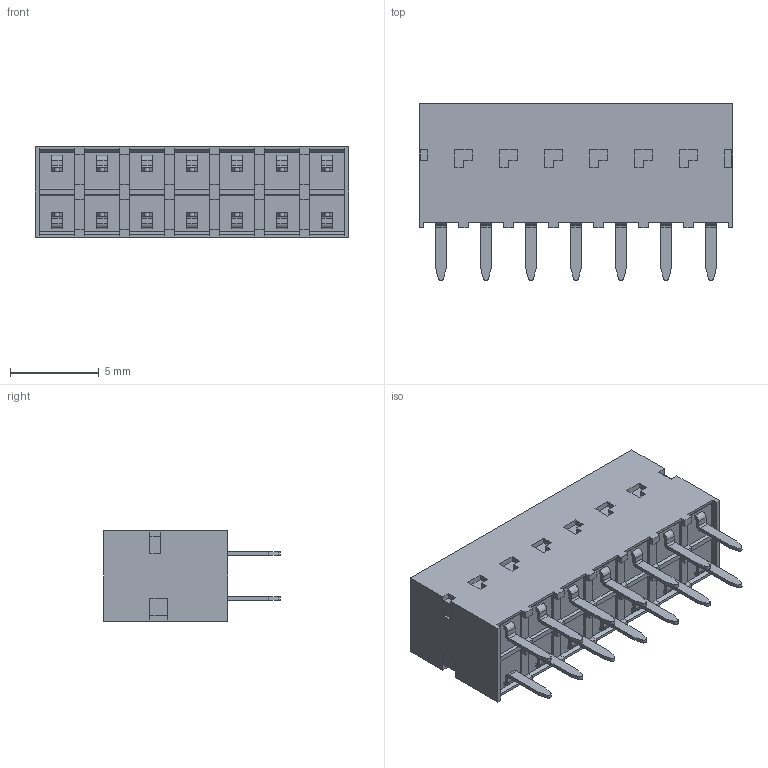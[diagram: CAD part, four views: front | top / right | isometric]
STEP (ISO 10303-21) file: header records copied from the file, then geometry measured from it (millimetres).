
FILE_DESCRIPTION(('STEP AP214'),'1');
FILE_NAME('70986.stp','2016-07-02T01:37:47',('TraceParts'),('TraceParts S.A.'),'Spatial InterOp 3D',' ',' ');
FILE_SCHEMA(('automotive_design'));
Length unit declared in the file: millimetre
Products named in the file (1): 76342-307_SW0001
Bounding box: 17.7 x 9.96 x 5.08 mm (x, y, z)
Volume: 583.7 mm3; surface area: 702.1 mm2
Topology: 1 solids, 1 shells, 814 faces, 1946 edges, 1188 vertices
Faces by surface type: plane 744, cylinder 70
Entity records: 22781 total; most frequent: CARTESIAN_POINT 3949, ORIENTED_EDGE 3892, DIRECTION 3716, EDGE_CURVE 1946, LINE 1806, VECTOR 1806, VERTEX_POINT 1188, AXIS2_PLACEMENT_3D 955
